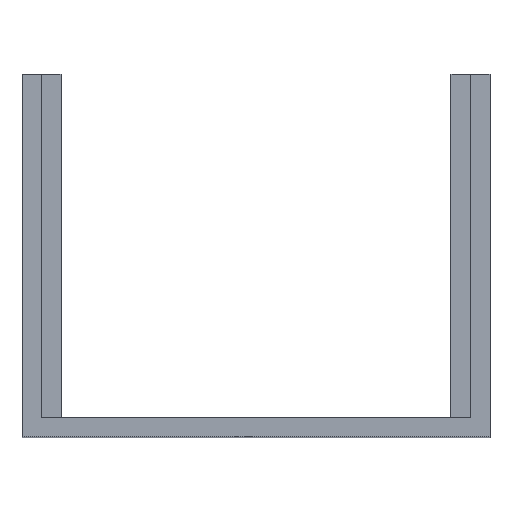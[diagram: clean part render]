
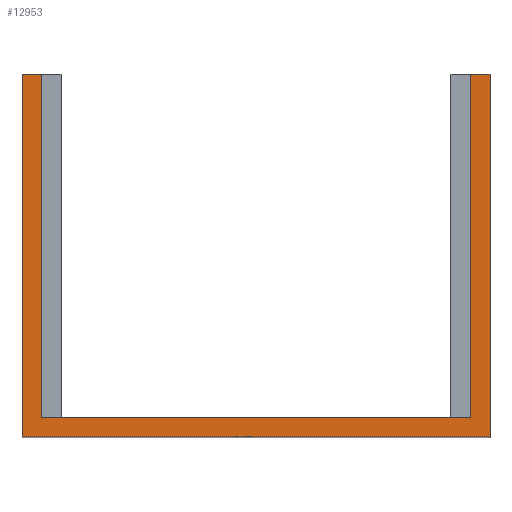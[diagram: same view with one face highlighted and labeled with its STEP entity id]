
A CAD part, top view. The second image highlights one B-rep face of the part: STEP entity #12953.
In plain terms, the highlighted planar face has unit normal (0, 0, 1).
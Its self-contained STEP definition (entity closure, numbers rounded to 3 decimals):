
#279=PLANE('',#13637);
#945=FACE_OUTER_BOUND('',#1667,.T.);
#1667=EDGE_LOOP('',(#11673,#11674,#11675,#11676,#11677,#11678,#11679,#11680));
#3163=LINE('',#32294,#4135);
#3168=LINE('',#32303,#4140);
#3601=LINE('',#47841,#4573);
#3602=LINE('',#47844,#4574);
#3633=LINE('',#47901,#4605);
#3640=LINE('',#47914,#4612);
#3641=LINE('',#47917,#4613);
#3642=LINE('',#47918,#4614);
#4135=VECTOR('',#15093,10.);
#4140=VECTOR('',#15100,10.);
#4573=VECTOR('',#15867,10.);
#4574=VECTOR('',#15870,10.);
#4605=VECTOR('',#15923,10.);
#4612=VECTOR('',#15936,10.);
#4613=VECTOR('',#15939,10.);
#4614=VECTOR('',#15940,10.);
#5615=VERTEX_POINT('',#32290);
#5617=VERTEX_POINT('',#32293);
#5620=VERTEX_POINT('',#32301);
#5911=VERTEX_POINT('',#47834);
#5914=VERTEX_POINT('',#47839);
#5915=VERTEX_POINT('',#47843);
#5933=VERTEX_POINT('',#47912);
#5934=VERTEX_POINT('',#47916);
#7343=EDGE_CURVE('',#5615,#5617,#3163,.T.);
#7348=EDGE_CURVE('',#5615,#5620,#3168,.T.);
#7845=EDGE_CURVE('',#5914,#5911,#3601,.T.);
#7846=EDGE_CURVE('',#5911,#5915,#3602,.T.);
#7877=EDGE_CURVE('',#5915,#5620,#3633,.T.);
#7884=EDGE_CURVE('',#5914,#5933,#3640,.T.);
#7885=EDGE_CURVE('',#5934,#5933,#3641,.T.);
#7886=EDGE_CURVE('',#5617,#5934,#3642,.T.);
#11673=ORIENTED_EDGE('',*,*,#7884,.T.);
#11674=ORIENTED_EDGE('',*,*,#7885,.F.);
#11675=ORIENTED_EDGE('',*,*,#7886,.F.);
#11676=ORIENTED_EDGE('',*,*,#7343,.F.);
#11677=ORIENTED_EDGE('',*,*,#7348,.T.);
#11678=ORIENTED_EDGE('',*,*,#7877,.F.);
#11679=ORIENTED_EDGE('',*,*,#7846,.F.);
#11680=ORIENTED_EDGE('',*,*,#7845,.F.);
#12953=ADVANCED_FACE('',(#945),#279,.T.);
#13637=AXIS2_PLACEMENT_3D('',#47915,#15937,#15938);
#15093=DIRECTION('',(1.,0.,0.));
#15100=DIRECTION('',(0.,1.,0.));
#15867=DIRECTION('',(-1.,0.,0.));
#15870=DIRECTION('',(0.,1.,0.));
#15923=DIRECTION('',(1.,0.,0.));
#15936=DIRECTION('',(0.,1.,0.));
#15937=DIRECTION('center_axis',(0.,0.,1.));
#15938=DIRECTION('ref_axis',(1.,0.,0.));
#15939=DIRECTION('',(1.,0.,0.));
#15940=DIRECTION('',(0.,1.,0.));
#32290=CARTESIAN_POINT('',(5.,2.,2.));
#32293=CARTESIAN_POINT('',(115.,2.,2.));
#32294=CARTESIAN_POINT('',(120.,2.,2.));
#32301=CARTESIAN_POINT('',(5.,90.,2.));
#32303=CARTESIAN_POINT('',(5.,0.,2.));
#47834=CARTESIAN_POINT('',(0.,-3.,2.));
#47839=CARTESIAN_POINT('',(120.,-3.,2.));
#47841=CARTESIAN_POINT('',(120.,-3.,2.));
#47843=CARTESIAN_POINT('',(0.,90.,2.));
#47844=CARTESIAN_POINT('',(0.,0.,2.));
#47901=CARTESIAN_POINT('',(120.,90.,2.));
#47912=CARTESIAN_POINT('',(120.,90.,2.));
#47914=CARTESIAN_POINT('',(120.,0.,2.));
#47915=CARTESIAN_POINT('Origin',(115.,0.,2.));
#47916=CARTESIAN_POINT('',(115.,90.,2.));
#47917=CARTESIAN_POINT('',(120.,90.,2.));
#47918=CARTESIAN_POINT('',(115.,0.,2.));
